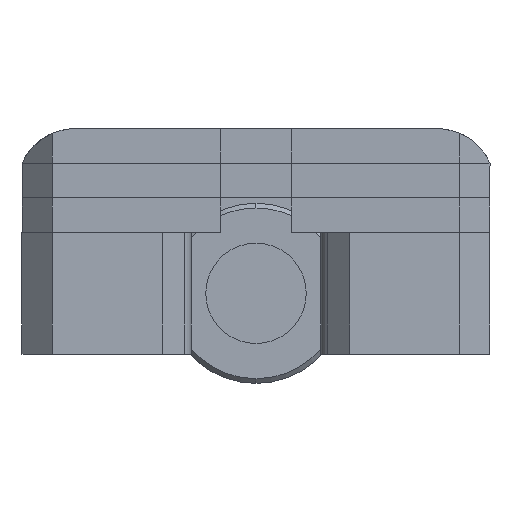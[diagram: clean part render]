
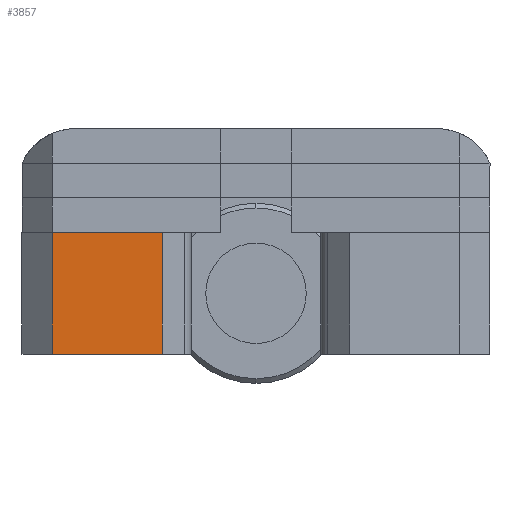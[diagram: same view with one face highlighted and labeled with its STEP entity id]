
A CAD part, front view. The second image highlights one B-rep face of the part: STEP entity #3857.
In plain terms, the highlighted planar face has unit normal (0, -1, 0).
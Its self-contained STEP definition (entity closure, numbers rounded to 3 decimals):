
#13 = VECTOR ( 'NONE', #1357, 1000. ) ;
#625 = DIRECTION ( 'NONE',  ( 0., 0., 1. ) ) ;
#628 = DIRECTION ( 'NONE',  ( -1., 0., 0. ) ) ;
#694 = CARTESIAN_POINT ( 'NONE',  ( 2.6, -5.5, -4. ) ) ;
#978 = FACE_OUTER_BOUND ( 'NONE', #1005, .T. ) ;
#1005 = EDGE_LOOP ( 'NONE', ( #1499, #1010, #2799, #1018 ) ) ;
#1010 = ORIENTED_EDGE ( 'NONE', *, *, #2653, .T. ) ;
#1018 = ORIENTED_EDGE ( 'NONE', *, *, #3991, .T. ) ;
#1143 = CARTESIAN_POINT ( 'NONE',  ( -2.6, -5.5, -4. ) ) ;
#1215 = LINE ( 'NONE', #3875, #1884 ) ;
#1264 = CARTESIAN_POINT ( 'NONE',  ( 2.6, -5.5, -4. ) ) ;
#1357 = DIRECTION ( 'NONE',  ( 0., 0., 1. ) ) ;
#1499 = ORIENTED_EDGE ( 'NONE', *, *, #1813, .F. ) ;
#1607 = VERTEX_POINT ( 'NONE', #1801 ) ;
#1617 = AXIS2_PLACEMENT_3D ( 'NONE', #3866, #2625, #2958 ) ;
#1706 = VERTEX_POINT ( 'NONE', #1143 ) ;
#1801 = CARTESIAN_POINT ( 'NONE',  ( -2.6, -5.5, -8.7 ) ) ;
#1813 = EDGE_CURVE ( 'NONE', #1607, #1706, #1215, .T. ) ;
#1884 = VECTOR ( 'NONE', #625, 1000. ) ;
#2247 = VECTOR ( 'NONE', #3362, 1000. ) ;
#2335 = LINE ( 'NONE', #2359, #2247 ) ;
#2352 = CARTESIAN_POINT ( 'NONE',  ( 2.6, -5.5, 0. ) ) ;
#2359 = CARTESIAN_POINT ( 'NONE',  ( 2.6, -5.5, -8.7 ) ) ;
#2625 = DIRECTION ( 'NONE',  ( 0., -1., 0. ) ) ;
#2653 = EDGE_CURVE ( 'NONE', #1607, #4333, #2335, .T. ) ;
#2799 = ORIENTED_EDGE ( 'NONE', *, *, #3861, .T. ) ;
#2958 = DIRECTION ( 'NONE',  ( 0., 0., -1. ) ) ;
#3085 = VECTOR ( 'NONE', #628, 1000. ) ;
#3309 = PLANE ( 'NONE',  #1617 ) ;
#3362 = DIRECTION ( 'NONE',  ( 1., 0., 0. ) ) ;
#3495 = CARTESIAN_POINT ( 'NONE',  ( 2.6, -5.5, -8.7 ) ) ;
#3686 = LINE ( 'NONE', #2352, #13 ) ;
#3857 = ADVANCED_FACE ( 'NONE', ( #978 ), #3309, .T. ) ;
#3861 = EDGE_CURVE ( 'NONE', #4333, #4089, #3686, .T. ) ;
#3866 = CARTESIAN_POINT ( 'NONE',  ( 2.6, -5.5, 0. ) ) ;
#3875 = CARTESIAN_POINT ( 'NONE',  ( -2.6, -5.5, 0. ) ) ;
#3991 = EDGE_CURVE ( 'NONE', #4089, #1706, #4270, .T. ) ;
#4089 = VERTEX_POINT ( 'NONE', #694 ) ;
#4270 = LINE ( 'NONE', #1264, #3085 ) ;
#4333 = VERTEX_POINT ( 'NONE', #3495 ) ;
